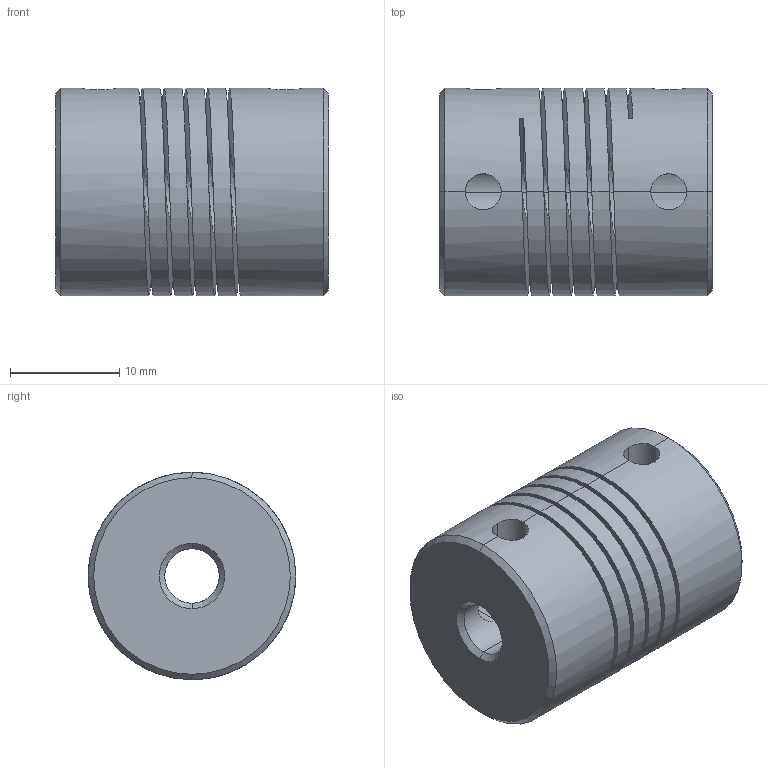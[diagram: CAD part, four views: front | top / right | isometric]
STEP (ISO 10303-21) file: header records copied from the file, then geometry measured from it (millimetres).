
FILE_DESCRIPTION (( 'STEP AP214' ), '1' );
FILE_NAME ('StepperMotorCoupling_5_8.STEP', '2017-11-24T11:00:27', ( 'Jim' ), ( '' ), 'SwSTEP 2.0', 'SolidWorks 2017', '' );
FILE_SCHEMA (( 'AUTOMOTIVE_DESIGN' ));
Length unit declared in the file: millimetre
Products named in the file (1): StepperMotorCoupling_5_8
Bounding box: 25 x 19 x 19 mm (x, y, z)
Volume: 5480.2 mm3; surface area: 5007.1 mm2
Topology: 1 solids, 1 shells, 48 faces, 148 edges, 96 vertices
Faces by surface type: cylinder 33, cone 8, plane 5, bspline 2
Entity records: 2790 total; most frequent: CARTESIAN_POINT 1607, ORIENTED_EDGE 296, DIRECTION 188, EDGE_CURVE 148, VERTEX_POINT 96, AXIS2_PLACEMENT_3D 69, EDGE_LOOP 54, LINE 50
